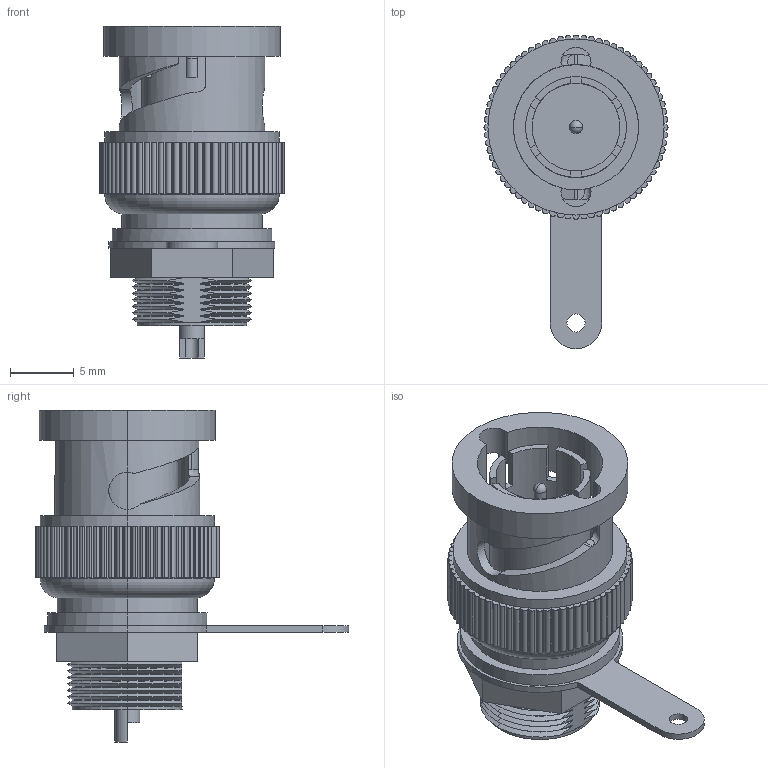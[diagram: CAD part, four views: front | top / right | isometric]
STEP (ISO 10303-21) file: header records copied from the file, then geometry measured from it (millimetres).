
FILE_DESCRIPTION (( 'STEP AP214' ), '1' );
FILE_NAME ('BAC1501.STEP', '2006-08-02T12:58:38', ( 'L-COM' ), ( 'L-COM' ), 'SwSTEP 2.0', 'SolidWorks 2006004', '' );
FILE_SCHEMA (( 'AUTOMOTIVE_DESIGN' ));
Length unit declared in the file: inch
Products named in the file (4): BAC1501; BAC1501-MA1; BAC1501_with flange; BAC1501-MA2
Assembly tree (3 placements, depth 2):
  BAC1501
    BAC1501_with flange
    BAC1501-MA1
    BAC1501-MA2
Bounding box: 14.48 x 24.65 x 26.11 mm (x, y, z)
Volume: 1770.3 mm3; surface area: 3050.2 mm2
Topology: 3 solids, 3 shells, 523 faces, 1450 edges, 939 vertices
Faces by surface type: plane 229, cylinder 210, cone 72, bspline 8, torus 2, sphere 2
Entity records: 18180 total; most frequent: CARTESIAN_POINT 3977, ORIENTED_EDGE 2892, DIRECTION 2862, EDGE_CURVE 1446, AXIS2_PLACEMENT_3D 994, VERTEX_POINT 937, VECTOR 874, LINE 874
